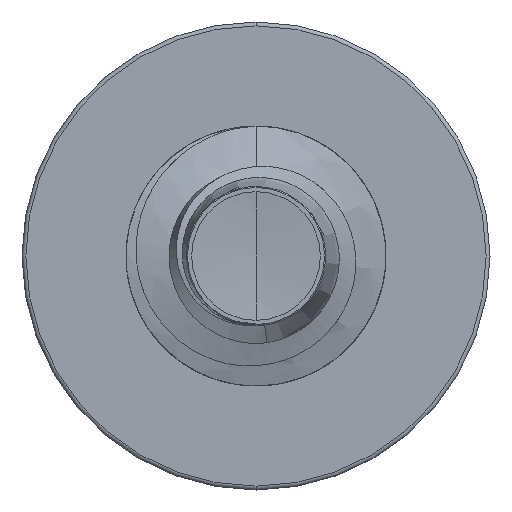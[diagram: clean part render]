
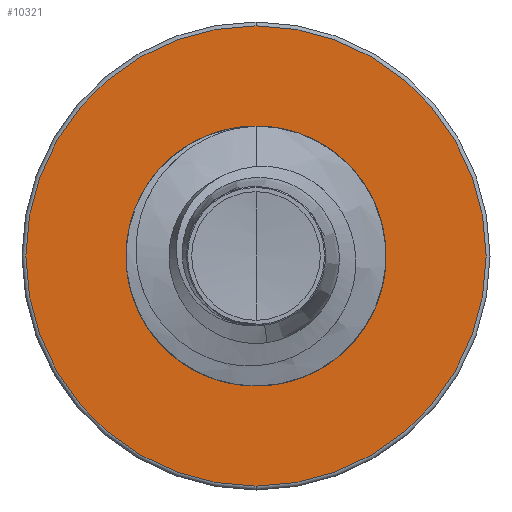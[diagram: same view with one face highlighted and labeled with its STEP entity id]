
A CAD part, front view. The second image highlights one B-rep face of the part: STEP entity #10321.
In plain terms, the highlighted planar face has unit normal (0, -1, 0).
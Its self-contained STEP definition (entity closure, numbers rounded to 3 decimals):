
#160 = VERTEX_POINT ( 'NONE', #16402 ) ;
#796 = VERTEX_POINT ( 'NONE', #10344 ) ;
#1539 = AXIS2_PLACEMENT_3D ( 'NONE', #2031, #11619, #3440 ) ;
#1835 = DIRECTION ( 'NONE',  ( 0., 1., 0. ) ) ;
#2031 = CARTESIAN_POINT ( 'NONE',  ( 0., 19., 0. ) ) ;
#3253 = EDGE_LOOP ( 'NONE', ( #16011, #17232 ) ) ;
#3440 = DIRECTION ( 'NONE',  ( 0., 0., 1. ) ) ;
#4111 = AXIS2_PLACEMENT_3D ( 'NONE', #9986, #1835, #11412 ) ;
#5030 = CIRCLE ( 'NONE', #11789, 2.842 ) ;
#5137 = CARTESIAN_POINT ( 'NONE',  ( 0., 19., 5.31 ) ) ;
#6070 = CIRCLE ( 'NONE', #13364, 5.31 ) ;
#6114 = CARTESIAN_POINT ( 'NONE',  ( 0., 19., 0. ) ) ;
#6363 = EDGE_CURVE ( 'NONE', #160, #12286, #6070, .T. ) ;
#6531 = CARTESIAN_POINT ( 'NONE',  ( 0., 19., 0. ) ) ;
#6780 = AXIS2_PLACEMENT_3D ( 'NONE', #16103, #16306, #8232 ) ;
#6891 = CIRCLE ( 'NONE', #4111, 2.842 ) ;
#7473 = DIRECTION ( 'NONE',  ( 0., 0., 1. ) ) ;
#7888 = DIRECTION ( 'NONE',  ( 0., 0., 1. ) ) ;
#8232 = DIRECTION ( 'NONE',  ( 0., 0., 1. ) ) ;
#8686 = ORIENTED_EDGE ( 'NONE', *, *, #10524, .T. ) ;
#9433 = CARTESIAN_POINT ( 'NONE',  ( 0., 19., -2.842 ) ) ;
#9797 = EDGE_CURVE ( 'NONE', #16225, #796, #5030, .T. ) ;
#9986 = CARTESIAN_POINT ( 'NONE',  ( 0., 19., 0. ) ) ;
#10321 = ADVANCED_FACE ( 'NONE', ( #17206, #14176 ), #15029, .F. ) ;
#10344 = CARTESIAN_POINT ( 'NONE',  ( 0., 19., 2.842 ) ) ;
#10524 = EDGE_CURVE ( 'NONE', #796, #16225, #6891, .T. ) ;
#11412 = DIRECTION ( 'NONE',  ( 0., 0., 1. ) ) ;
#11619 = DIRECTION ( 'NONE',  ( 0., 1., 0. ) ) ;
#11789 = AXIS2_PLACEMENT_3D ( 'NONE', #6114, #15621, #7473 ) ;
#12286 = VERTEX_POINT ( 'NONE', #5137 ) ;
#12340 = ORIENTED_EDGE ( 'NONE', *, *, #9797, .T. ) ;
#12931 = EDGE_CURVE ( 'NONE', #12286, #160, #13523, .T. ) ;
#13364 = AXIS2_PLACEMENT_3D ( 'NONE', #6531, #15985, #7888 ) ;
#13523 = CIRCLE ( 'NONE', #1539, 5.31 ) ;
#13961 = EDGE_LOOP ( 'NONE', ( #8686, #12340 ) ) ;
#14176 = FACE_BOUND ( 'NONE', #13961, .T. ) ;
#15029 = PLANE ( 'NONE',  #6780 ) ;
#15621 = DIRECTION ( 'NONE',  ( 0., 1., 0. ) ) ;
#15985 = DIRECTION ( 'NONE',  ( 0., 1., 0. ) ) ;
#16011 = ORIENTED_EDGE ( 'NONE', *, *, #12931, .F. ) ;
#16103 = CARTESIAN_POINT ( 'NONE',  ( 0., 19., -2.842 ) ) ;
#16225 = VERTEX_POINT ( 'NONE', #9433 ) ;
#16306 = DIRECTION ( 'NONE',  ( 0., 1., 0. ) ) ;
#16402 = CARTESIAN_POINT ( 'NONE',  ( 0., 19., -5.31 ) ) ;
#17206 = FACE_OUTER_BOUND ( 'NONE', #3253, .T. ) ;
#17232 = ORIENTED_EDGE ( 'NONE', *, *, #6363, .F. ) ;
